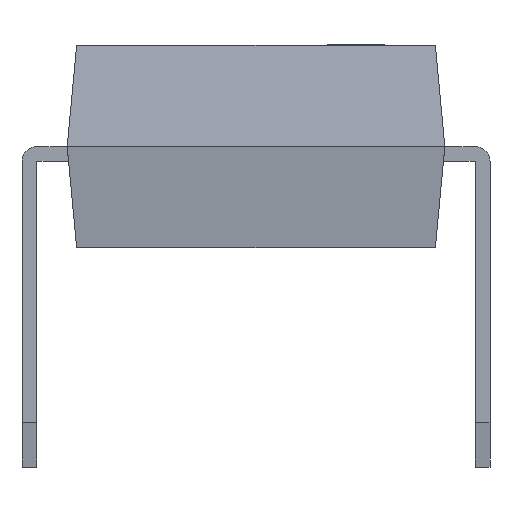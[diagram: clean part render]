
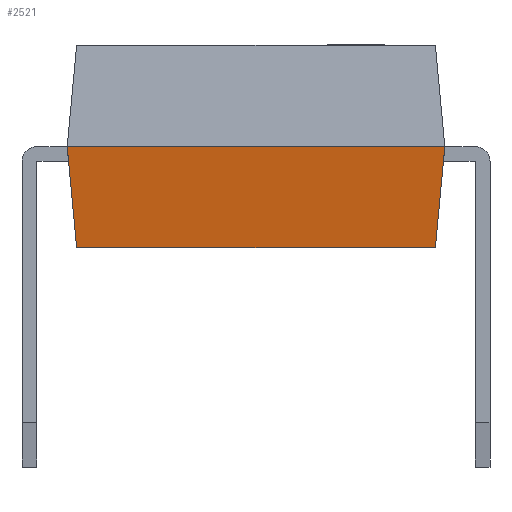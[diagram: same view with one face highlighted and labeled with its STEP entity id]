
A CAD part, front view. The second image highlights one B-rep face of the part: STEP entity #2521.
In plain terms, the highlighted free-form (B-spline) face has degree [1, 1] with [2, 2] control points.
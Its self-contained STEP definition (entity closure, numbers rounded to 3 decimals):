
#632 = VERTEX_POINT('',#633);
#633 = CARTESIAN_POINT('',(3.175,-4.795,2.21));
#654 = EDGE_CURVE('',#655,#632,#657,.T.);
#655 = VERTEX_POINT('',#656);
#656 = CARTESIAN_POINT('',(-3.175,-4.795,2.21));
#657 = LINE('',#658,#659);
#658 = CARTESIAN_POINT('',(-3.175,-4.795,2.21));
#659 = VECTOR('',#660,1.);
#660 = DIRECTION('',(1.,0.,0.));
#2268 = EDGE_CURVE('',#632,#2269,#2271,.T.);
#2269 = VERTEX_POINT('',#2270);
#2270 = CARTESIAN_POINT('',(3.016,-4.555,0.51));
#2271 = B_SPLINE_CURVE_WITH_KNOTS('',1,(#2272,#2273),.UNSPECIFIED.,.F.,
  .F.,(2,2),(0.,1.),.PIECEWISE_BEZIER_KNOTS.);
#2272 = CARTESIAN_POINT('',(3.175,-4.795,2.21));
#2273 = CARTESIAN_POINT('',(3.016,-4.555,0.51));
#2521 = ADVANCED_FACE('',(#2522),#2539,.F.);
#2522 = FACE_BOUND('',#2523,.F.);
#2523 = EDGE_LOOP('',(#2524,#2525,#2526,#2534));
#2524 = ORIENTED_EDGE('',*,*,#654,.T.);
#2525 = ORIENTED_EDGE('',*,*,#2268,.T.);
#2526 = ORIENTED_EDGE('',*,*,#2527,.F.);
#2527 = EDGE_CURVE('',#2528,#2269,#2530,.T.);
#2528 = VERTEX_POINT('',#2529);
#2529 = CARTESIAN_POINT('',(-3.016,-4.555,0.51));
#2530 = LINE('',#2531,#2532);
#2531 = CARTESIAN_POINT('',(-3.016,-4.555,0.51));
#2532 = VECTOR('',#2533,1.);
#2533 = DIRECTION('',(1.,0.,0.));
#2534 = ORIENTED_EDGE('',*,*,#2535,.F.);
#2535 = EDGE_CURVE('',#655,#2528,#2536,.T.);
#2536 = B_SPLINE_CURVE_WITH_KNOTS('',1,(#2537,#2538),.UNSPECIFIED.,.F.,
  .F.,(2,2),(0.,1.),.PIECEWISE_BEZIER_KNOTS.);
#2537 = CARTESIAN_POINT('',(-3.175,-4.795,2.21));
#2538 = CARTESIAN_POINT('',(-3.016,-4.555,0.51));
#2539 = B_SPLINE_SURFACE_WITH_KNOTS('',1,1,(
    (#2540,#2541)
    ,(#2542,#2543
    )),.UNSPECIFIED.,.F.,.F.,.F.,(2,2),(2,2),(0.,6.35),(0.,1.),
  .PIECEWISE_BEZIER_KNOTS.);
#2540 = CARTESIAN_POINT('',(-3.175,-4.795,2.21));
#2541 = CARTESIAN_POINT('',(-3.016,-4.555,0.51));
#2542 = CARTESIAN_POINT('',(3.175,-4.795,2.21));
#2543 = CARTESIAN_POINT('',(3.016,-4.555,0.51));
